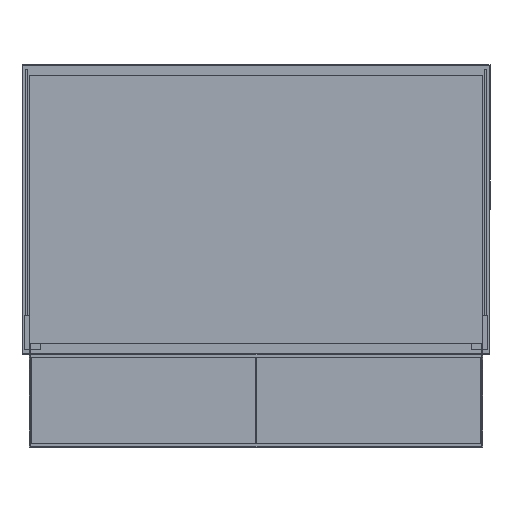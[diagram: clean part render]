
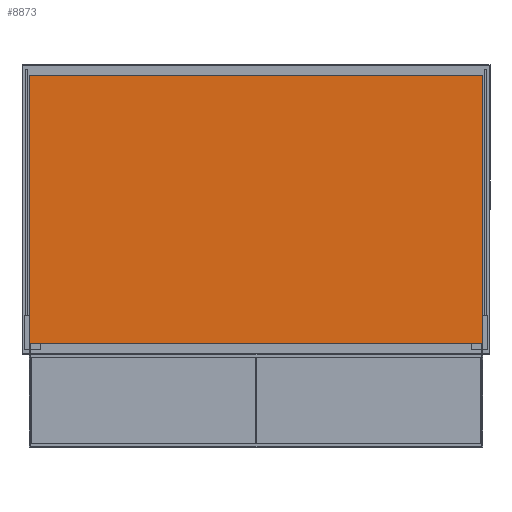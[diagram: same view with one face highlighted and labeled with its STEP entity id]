
A CAD part, front view. The second image highlights one B-rep face of the part: STEP entity #8873.
In plain terms, the highlighted planar face has unit normal (0, -1, 0).
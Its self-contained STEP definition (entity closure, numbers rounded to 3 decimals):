
#255 = DIRECTION ( 'NONE',  ( 1., 0., 0. ) ) ;
#258 = AXIS2_PLACEMENT_3D ( 'NONE', #7083, #3757, #1994 ) ;
#772 = ORIENTED_EDGE ( 'NONE', *, *, #1706, .F. ) ;
#1119 = EDGE_CURVE ( 'NONE', #7075, #6918, #6120, .T. ) ;
#1397 = CARTESIAN_POINT ( 'NONE',  ( 545., 0., -323. ) ) ;
#1625 = VECTOR ( 'NONE', #10747, 1000. ) ;
#1706 = EDGE_CURVE ( 'NONE', #6918, #8118, #9513, .T. ) ;
#1994 = DIRECTION ( 'NONE',  ( 0., 0., 1. ) ) ;
#2279 = CARTESIAN_POINT ( 'NONE',  ( 545., 0., 323. ) ) ;
#2974 = EDGE_CURVE ( 'NONE', #8118, #9732, #6676, .T. ) ;
#3607 = ORIENTED_EDGE ( 'NONE', *, *, #8693, .F. ) ;
#3757 = DIRECTION ( 'NONE',  ( 0., 1., 0. ) ) ;
#4243 = CARTESIAN_POINT ( 'NONE',  ( -545., 0., -323. ) ) ;
#4416 = CARTESIAN_POINT ( 'NONE',  ( -545., 0., 323. ) ) ;
#4498 = PLANE ( 'NONE',  #258 ) ;
#4683 = VECTOR ( 'NONE', #6363, 1000. ) ;
#5227 = VECTOR ( 'NONE', #255, 1000. ) ;
#5904 = DIRECTION ( 'NONE',  ( -1., 0., 0. ) ) ;
#6120 = LINE ( 'NONE', #4416, #5227 ) ;
#6363 = DIRECTION ( 'NONE',  ( 0., 0., -1. ) ) ;
#6406 = CARTESIAN_POINT ( 'NONE',  ( 545., 0., -323. ) ) ;
#6676 = LINE ( 'NONE', #4243, #10765 ) ;
#6918 = VERTEX_POINT ( 'NONE', #2279 ) ;
#7075 = VERTEX_POINT ( 'NONE', #8432 ) ;
#7083 = CARTESIAN_POINT ( 'NONE',  ( 0., 0., 0. ) ) ;
#7282 = ORIENTED_EDGE ( 'NONE', *, *, #1119, .F. ) ;
#8118 = VERTEX_POINT ( 'NONE', #1397 ) ;
#8185 = CARTESIAN_POINT ( 'NONE',  ( -545., 0., -323. ) ) ;
#8413 = CARTESIAN_POINT ( 'NONE',  ( -545., 0., -323. ) ) ;
#8432 = CARTESIAN_POINT ( 'NONE',  ( -545., 0., 323. ) ) ;
#8693 = EDGE_CURVE ( 'NONE', #9732, #7075, #8799, .T. ) ;
#8799 = LINE ( 'NONE', #8185, #1625 ) ;
#8873 = ADVANCED_FACE ( 'NONE', ( #10462 ), #4498, .F. ) ;
#9513 = LINE ( 'NONE', #6406, #4683 ) ;
#9732 = VERTEX_POINT ( 'NONE', #8413 ) ;
#10033 = ORIENTED_EDGE ( 'NONE', *, *, #2974, .F. ) ;
#10462 = FACE_OUTER_BOUND ( 'NONE', #10627, .T. ) ;
#10627 = EDGE_LOOP ( 'NONE', ( #772, #7282, #3607, #10033 ) ) ;
#10747 = DIRECTION ( 'NONE',  ( 0., 0., 1. ) ) ;
#10765 = VECTOR ( 'NONE', #5904, 1000. ) ;
